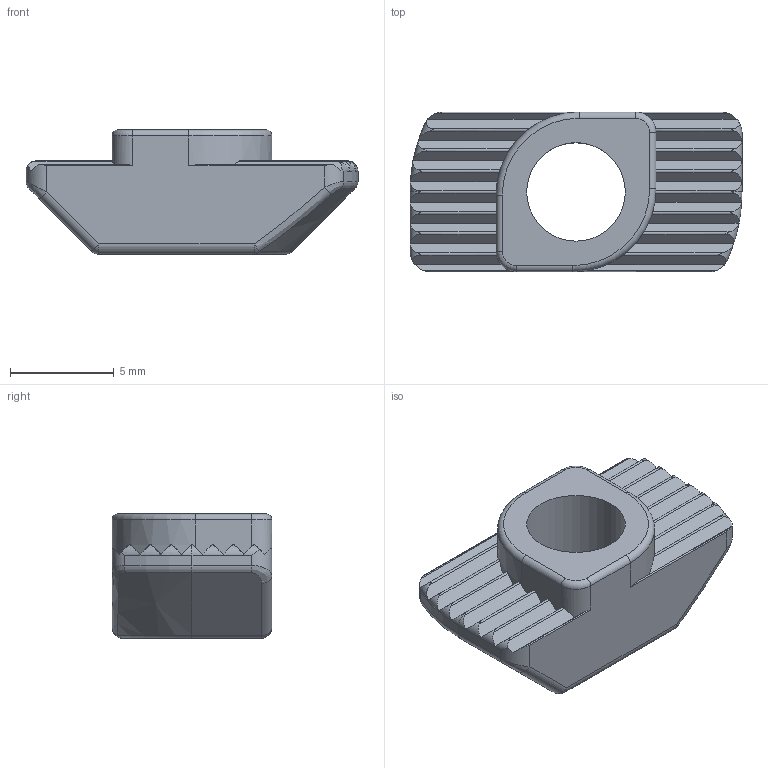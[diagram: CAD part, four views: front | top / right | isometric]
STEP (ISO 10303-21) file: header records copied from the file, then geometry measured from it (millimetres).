
FILE_DESCRIPTION(('STEP AP214'),'1');
FILE_NAME('fath_096h081-415e.stp','2017-10-09T08:48:10',('TraceParts'),('TraceParts S.A.'),'Spatial InterOp 3D',' ',' ');
FILE_SCHEMA(('automotive_design'));
Length unit declared in the file: millimetre
Products named in the file (1): fath_096h081-415e
Bounding box: 16 x 7.7 x 6 mm (x, y, z)
Volume: 410.3 mm3; surface area: 494.3 mm2
Topology: 1 solids, 1 shells, 112 faces, 310 edges, 196 vertices
Faces by surface type: cylinder 48, plane 42, torus 10, bspline 6, sphere 4, cone 2
Entity records: 4790 total; most frequent: CARTESIAN_POINT 1316, ORIENTED_EDGE 612, DIRECTION 450, EDGE_CURVE 306, VERTEX_POINT 196, AXIS2_PLACEMENT_3D 167, LINE 116, VECTOR 116
